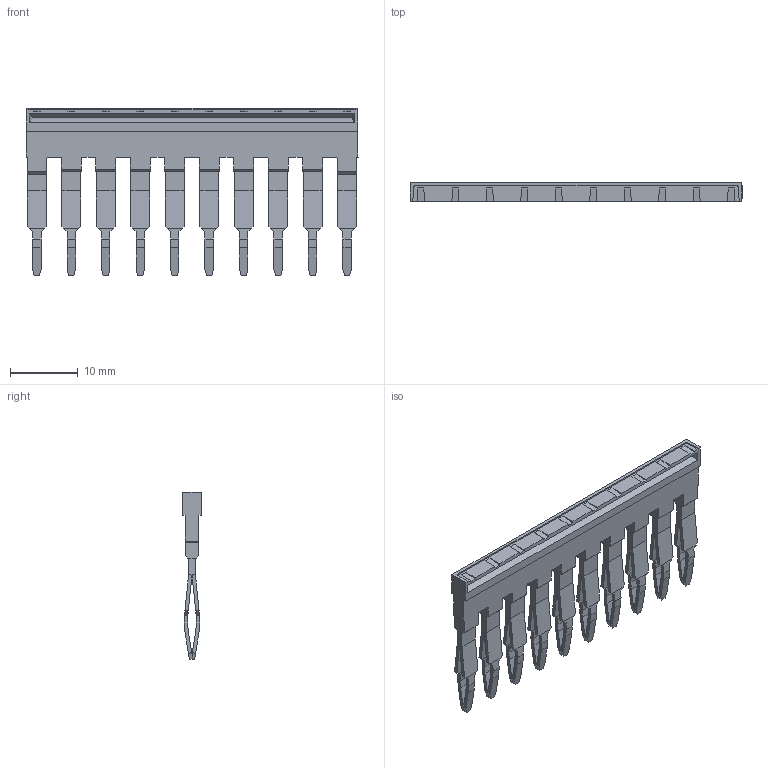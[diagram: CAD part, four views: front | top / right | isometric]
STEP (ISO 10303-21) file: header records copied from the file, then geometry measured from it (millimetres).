
FILE_DESCRIPTION(('CATIA V5R20 STEP214','CAx-IF Rec.Pracs.--- Model Styling and Organization---1.5--- 2016-08-15','CAx-IF Rec.Pracs.---Supplemental Geometry---1.0---2011-11-01','CAx-IF Rec.Pracs.--- Composite Materials ---1.1---2010-07-15'),'2;1');
FILE_NAME ('1373958-5_1', '2025-09-30T08:57:44+00:00', ('Weidmueller Interface'), ('Weidmueller'), 'CATIA Version 5-6 Release 2024 SP4', 'CATIA V5 STEP AP214 v3', 'none');
FILE_SCHEMA(('AUTOMOTIVE_DESIGN { 1 0 10303 214 1 1 1 1 }'));
Length unit declared in the file: millimetre
Products named in the file (1): 2831640000_S
Bounding box: 49.1 x 2.8 x 24.72 mm (x, y, z)
Volume: 983.7 mm3; surface area: 3323.7 mm2
Topology: 1 solids, 2 shells, 598 faces, 1795 edges, 1191 vertices
Faces by surface type: plane 534, bspline 40, cylinder 24
Entity records: 19480 total; most frequent: CARTESIAN_POINT 4940, ORIENTED_EDGE 3590, DIRECTION 2030, EDGE_CURVE 1795, VECTOR 1507, LINE 1507, VERTEX_POINT 1191, EDGE_LOOP 626
